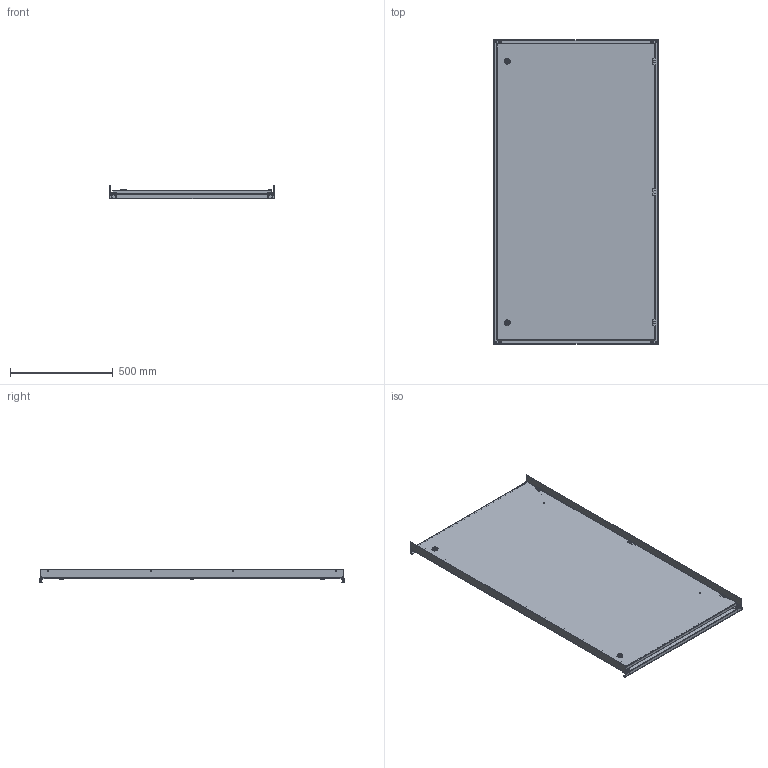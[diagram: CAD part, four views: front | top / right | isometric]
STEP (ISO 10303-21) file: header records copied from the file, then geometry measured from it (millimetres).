
FILE_DESCRIPTION (( 'STEP AP214' ), '1' );
FILE_NAME ('607.916.STEP', '2025-02-10T11:16:26', ( '' ), ( '' ), 'SwSTEP 2.0', 'SolidWorks 2021', '' );
FILE_SCHEMA (( 'AUTOMOTIVE_DESIGN' ));
Length unit declared in the file: millimetre
Products named in the file (21): 607.916-02 栺鍣膱; Âíóòðåííÿÿ ÷àñòü øàðíèðà; ﾇ瑟鶴 ﾀﾑ ms1000-3M.stp; Øïèëüêà ïðèâàðíàÿ Ì6õ16; Âòóëêà øàðíèðà; 607.916-01; 妈眚 DIN 912-󊬱6-Zn; SW6X8.stp; Áîëò Ì6õ10 ñ øåñòèãðàííîé ãîëîâêîé ñ ïðåññøàéáîé; 8SJ_MS705-1_0040.stp; 607.916 ﾄ粢; Âíåøíÿÿ ÷àñòü øàðíèðà; 8SJ_MS705_0010.stp; 607.916; 8SJ_S1B_0001.stp; 607.090-02; 607.016-02; 8SJ_MS705_0760.stp; Øàðíèð äëÿ âíóòðåííåé äâåðè; 8SJ_MS705_0510.stp; Ãàéêà M6 DIN6923.step
Assembly tree (42 placements, depth 4):
  607.916
    607.916-02 栺鍣膱
      607.016-02  x2
      607.090-02  x2
      妈眚 DIN 912-󊬱6-Zn  x8
      Ãàéêà M6 DIN6923.step  x8
    607.916 ﾄ粢
      607.916-01
      Øïèëüêà ïðèâàðíàÿ Ì6õ16  x2
      Øàðíèð äëÿ âíóòðåííåé äâåðè  x3
        Âíóòðåííÿÿ ÷àñòü øàðíèðà
        Âíåøíÿÿ ÷àñòü øàðíèðà
        Âòóëêà øàðíèðà
      ﾇ瑟鶴 ﾀﾑ ms1000-3M.stp  x2
        8SJ_MS705_0010.stp
        8SJ_MS705_0510.stp
        8SJ_MS705_0760.stp
        8SJ_S1B_0001.stp
        8SJ_MS705-1_0040.stp
        SW6X8.stp
    Áîëò Ì6õ10 ñ øåñòèãðàííîé ãîëîâêîé ñ ïðåññøàéáîé  x3
Bounding box: 803.4 x 1483.96 x 67 mm (x, y, z)
Volume: 2424477.5 mm3; surface area: 3232050.3 mm2
Topology: 41 solids, 53 shells, 2778 faces, 7101 edges, 4386 vertices
Faces by surface type: cylinder 949, plane 757, bspline 568, cone 216, torus 176, sphere 112
Entity records: 61279 total; most frequent: CARTESIAN_POINT 36521, ORIENTED_EDGE 5454, DIRECTION 4277, EDGE_CURVE 2733, VERTEX_POINT 1684, AXIS2_PLACEMENT_3D 1607, EDGE_LOOP 1165, FACE_OUTER_BOUND 1099
